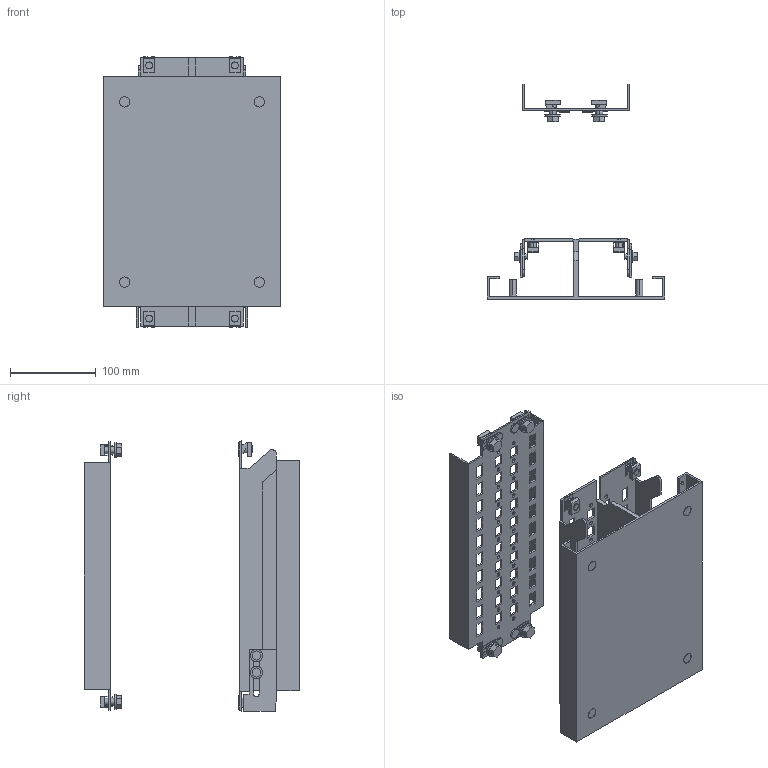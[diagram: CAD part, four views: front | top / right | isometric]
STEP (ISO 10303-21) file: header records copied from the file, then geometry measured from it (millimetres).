
FILE_DESCRIPTION (( 'STEP AP214' ), '1' );
FILE_NAME ('0396-0007-40-00.step', '2024-06-26T09:37:05', ( '' ), ( '' ), 'SwSTEP 2.0', 'SolidWorks 2019', '' );
FILE_SCHEMA (( 'AUTOMOTIVE_DESIGN' ));
Length unit declared in the file: millimetre
Products named in the file (3): MittlereTraverseoben_400; MittlereTraverseunten_400; 0396-0007-40-00
Assembly tree (2 placements, depth 2):
  0396-0007-40-00
    MittlereTraverseunten_400
    MittlereTraverseoben_400
Bounding box: 207 x 251 x 315 mm (x, y, z)
Volume: 511540 mm3; surface area: 414199.3 mm2
Topology: 24 solids, 24 shells, 1118 faces, 3092 edges, 2054 vertices
Faces by surface type: plane 842, cylinder 260, cone 16
Entity records: 40402 total; most frequent: CARTESIAN_POINT 6269, ORIENTED_EDGE 6184, DIRECTION 5874, EDGE_CURVE 3092, LINE 2556, VECTOR 2556, VERTEX_POINT 2054, AXIS2_PLACEMENT_3D 1659
